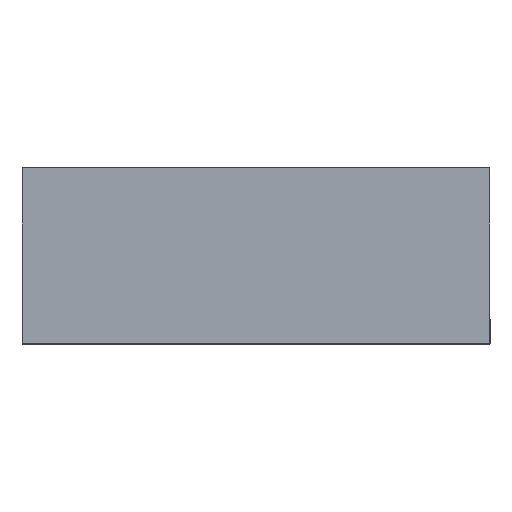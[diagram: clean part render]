
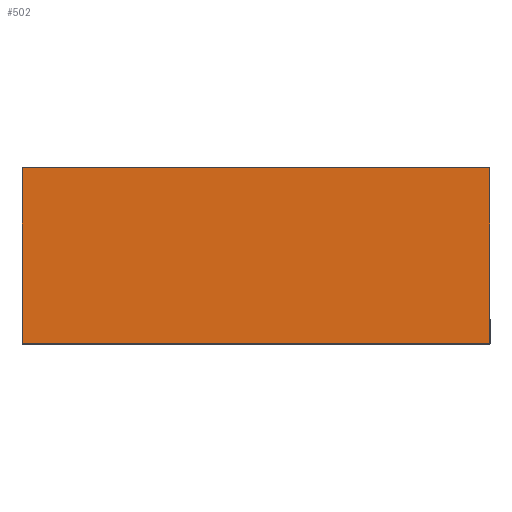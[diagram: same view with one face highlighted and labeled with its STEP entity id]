
A CAD part, top view. The second image highlights one B-rep face of the part: STEP entity #502.
In plain terms, the highlighted planar face has unit normal (0, 0, 1).
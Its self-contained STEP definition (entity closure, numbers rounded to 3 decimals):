
#60 = LINE ( 'NONE', #1343, #1452 ) ;
#176 = EDGE_CURVE ( 'NONE', #1202, #1305, #60, .T. ) ;
#226 = FACE_OUTER_BOUND ( 'NONE', #1882, .T. ) ;
#246 = DIRECTION ( 'NONE',  ( 1., 0., 0. ) ) ;
#287 = VECTOR ( 'NONE', #246, 1000. ) ;
#295 = CARTESIAN_POINT ( 'NONE',  ( -1., 0., 1. ) ) ;
#387 = DIRECTION ( 'NONE',  ( 0., 0., -1. ) ) ;
#427 = CARTESIAN_POINT ( 'NONE',  ( 1., 0.75, 1. ) ) ;
#436 = DIRECTION ( 'NONE',  ( -1., 0., 0. ) ) ;
#502 = ADVANCED_FACE ( 'NONE', ( #226 ), #525, .F. ) ;
#525 = PLANE ( 'NONE',  #812 ) ;
#538 = ORIENTED_EDGE ( 'NONE', *, *, #578, .T. ) ;
#547 = CARTESIAN_POINT ( 'NONE',  ( -1., 0.75, 1. ) ) ;
#564 = LINE ( 'NONE', #547, #287 ) ;
#578 = EDGE_CURVE ( 'NONE', #1305, #2049, #1725, .T. ) ;
#582 = EDGE_CURVE ( 'NONE', #1202, #1612, #564, .T. ) ;
#584 = DIRECTION ( 'NONE',  ( 1., 0., 0. ) ) ;
#812 = AXIS2_PLACEMENT_3D ( 'NONE', #1186, #387, #436 ) ;
#863 = DIRECTION ( 'NONE',  ( 0., -1., 0. ) ) ;
#1064 = CARTESIAN_POINT ( 'NONE',  ( -1., 0., 1. ) ) ;
#1186 = CARTESIAN_POINT ( 'NONE',  ( -1., 0.75, 1. ) ) ;
#1202 = VERTEX_POINT ( 'NONE', #1548 ) ;
#1283 = ORIENTED_EDGE ( 'NONE', *, *, #582, .F. ) ;
#1305 = VERTEX_POINT ( 'NONE', #295 ) ;
#1308 = CARTESIAN_POINT ( 'NONE',  ( 1., 0.75, 1. ) ) ;
#1343 = CARTESIAN_POINT ( 'NONE',  ( -1., 0.75, 1. ) ) ;
#1442 = EDGE_CURVE ( 'NONE', #1612, #2049, #1945, .T. ) ;
#1452 = VECTOR ( 'NONE', #1839, 1000. ) ;
#1454 = VECTOR ( 'NONE', #584, 1000. ) ;
#1548 = CARTESIAN_POINT ( 'NONE',  ( -1., 0.75, 1. ) ) ;
#1563 = VECTOR ( 'NONE', #863, 1000. ) ;
#1588 = ORIENTED_EDGE ( 'NONE', *, *, #1442, .F. ) ;
#1612 = VERTEX_POINT ( 'NONE', #427 ) ;
#1725 = LINE ( 'NONE', #1064, #1454 ) ;
#1785 = CARTESIAN_POINT ( 'NONE',  ( 1., 0., 1. ) ) ;
#1839 = DIRECTION ( 'NONE',  ( 0., -1., 0. ) ) ;
#1861 = ORIENTED_EDGE ( 'NONE', *, *, #176, .T. ) ;
#1882 = EDGE_LOOP ( 'NONE', ( #538, #1588, #1283, #1861 ) ) ;
#1945 = LINE ( 'NONE', #1308, #1563 ) ;
#2049 = VERTEX_POINT ( 'NONE', #1785 ) ;
